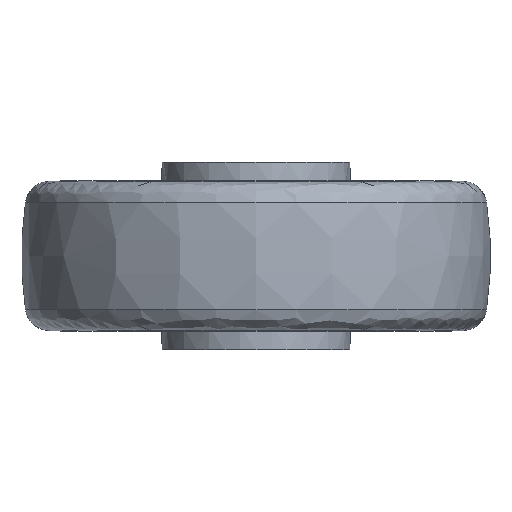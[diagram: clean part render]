
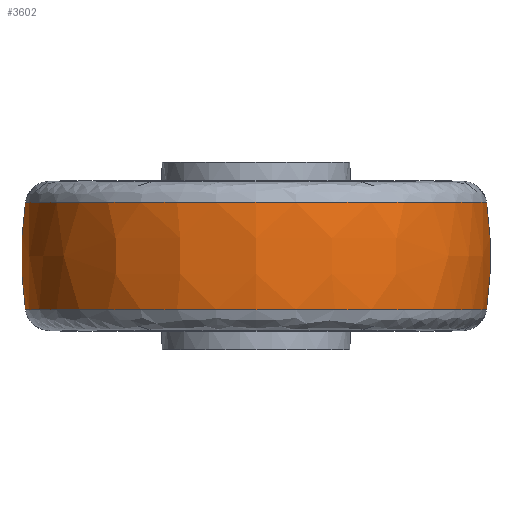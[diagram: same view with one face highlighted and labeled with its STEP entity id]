
A CAD part, front view. The second image highlights one B-rep face of the part: STEP entity #3602.
In plain terms, the highlighted free-form (B-spline) face has degree [3, 3] with [4, 4] control points.
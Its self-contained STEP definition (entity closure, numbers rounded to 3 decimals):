
#1 = CARTESIAN_POINT ( 'NONE',  ( 37.5, 0., -13.346 ) ) ;
#21 = CARTESIAN_POINT ( 'NONE',  ( -62.847, 0., -18.158 ) ) ;
#113 = CARTESIAN_POINT ( 'NONE',  ( 62.847, 0., -8.534 ) ) ;
#148 = CIRCLE ( 'NONE', #2594, 100. ) ;
#229 = VERTEX_POINT ( 'NONE', #996 ) ;
#320 = EDGE_CURVE ( 'NONE', #3421, #2842, #2761, .T. ) ;
#610 = DIRECTION ( 'NONE',  ( -1., 0., 0. ) ) ;
#624 =( BOUNDED_SURFACE ( )  B_SPLINE_SURFACE ( 3, 3, ( 
 ( #2350, #2993, #1042, #1067 ),
 ( #3671, #679, #3345, #21 ),
 ( #113, #2818, #4176, #1198 ),
 ( #2200, #1174, #829, #1512 ) ),
 .UNSPECIFIED., .F., .F., .F. ) 
 B_SPLINE_SURFACE_WITH_KNOTS ( ( 4, 4 ),
 ( 4, 4 ),
 ( 0., 1. ),
 ( 0., 1. ),
 .UNSPECIFIED. ) 
 GEOMETRIC_REPRESENTATION_ITEM ( )  RATIONAL_B_SPLINE_SURFACE ( (
 ( 1., 0.333, 0.333, 1.),
 ( 0.993, 0.331, 0.331, 0.993),
 ( 0.993, 0.331, 0.331, 0.993),
 ( 1., 0.333, 0.333, 1.) ) ) 
 REPRESENTATION_ITEM ( '' )  SURFACE ( )  );
#679 = CARTESIAN_POINT ( 'NONE',  ( 62.847, -125.694, -18.158 ) ) ;
#702 = VERTEX_POINT ( 'NONE', #1478 ) ;
#784 = DIRECTION ( 'NONE',  ( 1., 0., 0. ) ) ;
#829 = CARTESIAN_POINT ( 'NONE',  ( -61.467, -122.934, 0.991 ) ) ;
#861 = AXIS2_PLACEMENT_3D ( 'NONE', #3324, #2969, #973 ) ;
#915 = CARTESIAN_POINT ( 'NONE',  ( 61.467, 0., 0.991 ) ) ;
#973 = DIRECTION ( 'NONE',  ( -1., 0., 0. ) ) ;
#996 = CARTESIAN_POINT ( 'NONE',  ( 61.467, 0., -27.683 ) ) ;
#1042 = CARTESIAN_POINT ( 'NONE',  ( -61.467, -122.934, -27.683 ) ) ;
#1067 = CARTESIAN_POINT ( 'NONE',  ( -61.467, 0., -27.683 ) ) ;
#1095 = ORIENTED_EDGE ( 'NONE', *, *, #320, .T. ) ;
#1174 = CARTESIAN_POINT ( 'NONE',  ( 61.467, -122.934, 0.991 ) ) ;
#1198 = CARTESIAN_POINT ( 'NONE',  ( -62.847, 0., -8.534 ) ) ;
#1286 = ORIENTED_EDGE ( 'NONE', *, *, #1495, .F. ) ;
#1433 = CARTESIAN_POINT ( 'NONE',  ( -37.5, 0., -13.346 ) ) ;
#1438 = DIRECTION ( 'NONE',  ( 0., 1., 0. ) ) ;
#1478 = CARTESIAN_POINT ( 'NONE',  ( -61.467, 0., -27.683 ) ) ;
#1495 = EDGE_CURVE ( 'NONE', #702, #2842, #3684, .T. ) ;
#1512 = CARTESIAN_POINT ( 'NONE',  ( -61.467, 0., 0.991 ) ) ;
#1575 = AXIS2_PLACEMENT_3D ( 'NONE', #3579, #2603, #610 ) ;
#1799 = AXIS2_PLACEMENT_3D ( 'NONE', #1, #1438, #3755 ) ;
#2144 = EDGE_CURVE ( 'NONE', #229, #3421, #148, .T. ) ;
#2200 = CARTESIAN_POINT ( 'NONE',  ( 61.467, 0., 0.991 ) ) ;
#2230 = CARTESIAN_POINT ( 'NONE',  ( -61.467, 0., 0.991 ) ) ;
#2350 = CARTESIAN_POINT ( 'NONE',  ( 61.467, 0., -27.683 ) ) ;
#2409 = ORIENTED_EDGE ( 'NONE', *, *, #3475, .T. ) ;
#2532 = ORIENTED_EDGE ( 'NONE', *, *, #2144, .T. ) ;
#2594 = AXIS2_PLACEMENT_3D ( 'NONE', #1433, #3771, #784 ) ;
#2603 = DIRECTION ( 'NONE',  ( 0., 0., -1. ) ) ;
#2709 = FACE_OUTER_BOUND ( 'NONE', #2870, .T. ) ;
#2742 = CIRCLE ( 'NONE', #861, 61.467 ) ;
#2761 = CIRCLE ( 'NONE', #1575, 61.467 ) ;
#2818 = CARTESIAN_POINT ( 'NONE',  ( 62.847, -125.694, -8.534 ) ) ;
#2842 = VERTEX_POINT ( 'NONE', #2230 ) ;
#2870 = EDGE_LOOP ( 'NONE', ( #2409, #2532, #1095, #1286 ) ) ;
#2969 = DIRECTION ( 'NONE',  ( 0., 0., 1. ) ) ;
#2993 = CARTESIAN_POINT ( 'NONE',  ( 61.467, -122.934, -27.683 ) ) ;
#3324 = CARTESIAN_POINT ( 'NONE',  ( 0., 0., -27.683 ) ) ;
#3345 = CARTESIAN_POINT ( 'NONE',  ( -62.847, -125.694, -18.158 ) ) ;
#3421 = VERTEX_POINT ( 'NONE', #915 ) ;
#3475 = EDGE_CURVE ( 'NONE', #702, #229, #2742, .T. ) ;
#3579 = CARTESIAN_POINT ( 'NONE',  ( 0., 0., 0.991 ) ) ;
#3602 = ADVANCED_FACE ( 'NONE', ( #2709 ), #624, .T. ) ;
#3671 = CARTESIAN_POINT ( 'NONE',  ( 62.847, 0., -18.158 ) ) ;
#3684 = CIRCLE ( 'NONE', #1799, 100. ) ;
#3755 = DIRECTION ( 'NONE',  ( -1., 0., 0. ) ) ;
#3771 = DIRECTION ( 'NONE',  ( 0., -1., 0. ) ) ;
#4176 = CARTESIAN_POINT ( 'NONE',  ( -62.847, -125.694, -8.534 ) ) ;
